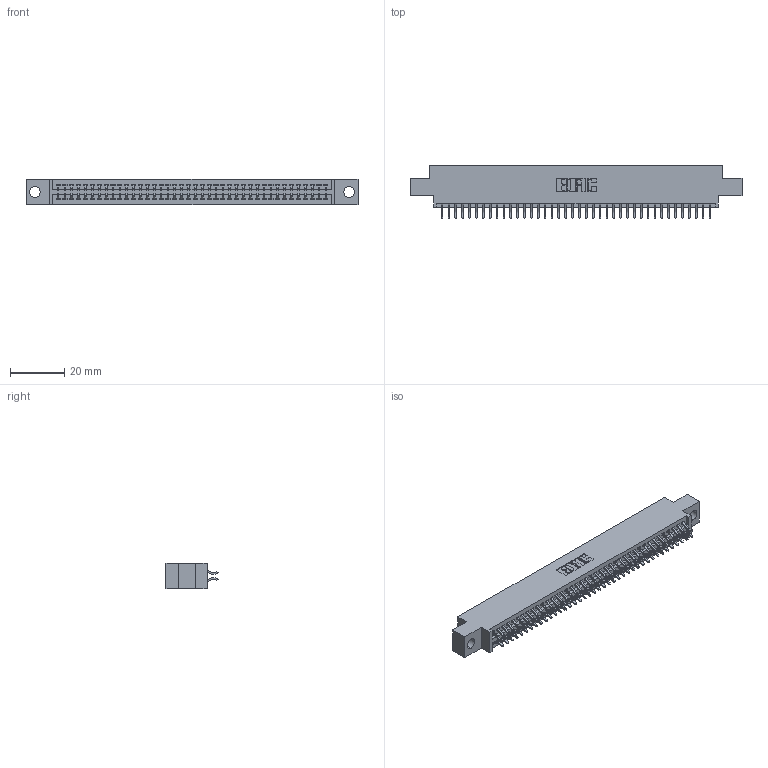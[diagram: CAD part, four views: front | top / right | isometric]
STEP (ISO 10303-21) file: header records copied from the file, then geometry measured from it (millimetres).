
FILE_DESCRIPTION (( 'STEP AP203' ), '1' );
FILE_NAME ('395-080-556-804.STEP', '2018-11-28T05:27:21', ( '' ), ( '' ), 'SwSTEP 2.0', 'SolidWorks 2016', '' );
FILE_SCHEMA (( 'CONFIG_CONTROL_DESIGN' ));
Length unit declared in the file: inch
Products named in the file (3): 345-292-001_556 Tail; 395-080-556-804; 345 Part_0.170 Offset - 0.156 Dia-TH
Assembly tree (81 placements, depth 2):
  395-080-556-804
    345 Part_0.170 Offset - 0.156 Dia-TH
    345-292-001_556 Tail  x80
Bounding box: 122.81 x 19.24 x 9.4 mm (x, y, z)
Volume: 11706.8 mm3; surface area: 17154.5 mm2
Topology: 81 solids, 81 shells, 4610 faces, 13713 edges, 9034 vertices
Faces by surface type: plane 3044, cylinder 1566
Entity records: 32009 total; most frequent: CARTESIAN_POINT 5384, ORIENTED_EDGE 5306, DIRECTION 4737, EDGE_CURVE 2653, LINE 2353, VECTOR 2353, VERTEX_POINT 1766, AXIS2_PLACEMENT_3D 1192
